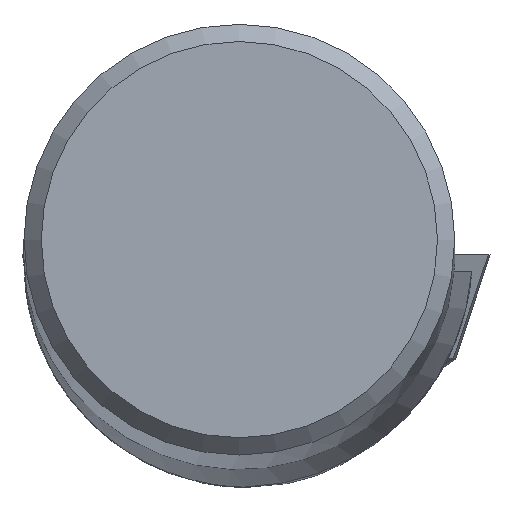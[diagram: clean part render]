
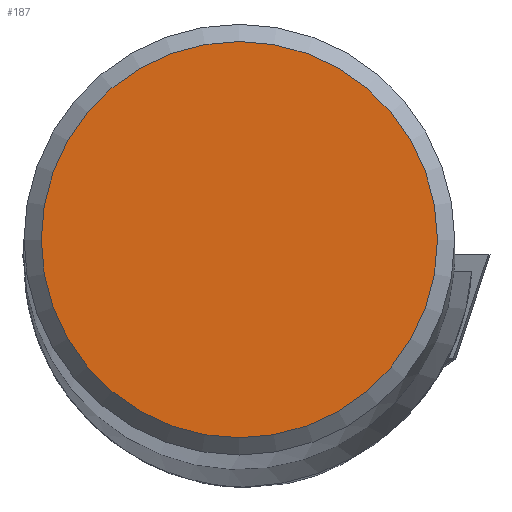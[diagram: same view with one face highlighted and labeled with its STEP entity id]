
A CAD part, top view. The second image highlights one B-rep face of the part: STEP entity #187.
In plain terms, the highlighted planar face has unit normal (0, 0, 1).
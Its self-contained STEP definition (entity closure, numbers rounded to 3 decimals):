
#127=CIRCLE('',#1055,2.295);
#147=PLANE('',#1056);
#187=ADVANCED_FACE('',(#246),#147,.F.);
#246=FACE_OUTER_BOUND('',#287,.T.);
#287=EDGE_LOOP('',(#577));
#577=ORIENTED_EDGE('',*,*,#877,.T.);
#777=VERTEX_POINT('',#1676);
#877=EDGE_CURVE('',#777,#777,#127,.T.);
#1055=AXIS2_PLACEMENT_3D('',#1675,#1205,#1206);
#1056=AXIS2_PLACEMENT_3D('',#1677,#1207,#1208);
#1205=DIRECTION('',(0.,0.,1.));
#1206=DIRECTION('',(1.,0.,0.));
#1207=DIRECTION('',(0.,0.,-1.));
#1208=DIRECTION('',(1.,0.,0.));
#1675=CARTESIAN_POINT('',(0.,0.,0.));
#1676=CARTESIAN_POINT('',(2.295,0.,0.));
#1677=CARTESIAN_POINT('',(0.,0.75,0.));
